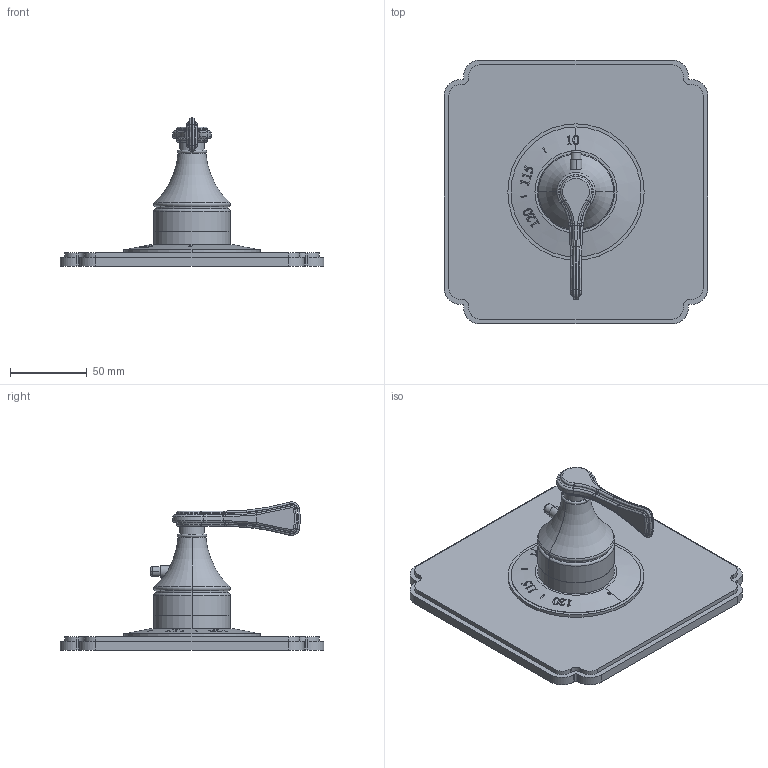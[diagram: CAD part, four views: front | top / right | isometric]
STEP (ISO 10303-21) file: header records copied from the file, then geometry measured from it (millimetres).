
FILE_DESCRIPTION((''),'2;1');
FILE_NAME('3-2534TS','2020-12-04T11:58:52',('jinson.thomas'),(''),'CREO PARAMETRIC BY PTC INC, 2018400','CREO PARAMETRIC BY PTC INC, 2018400','');
FILE_SCHEMA(('CONFIG_CONTROL_DESIGN'));
Length unit declared in the file: inch
Products named in the file (1): 3-2534TS
Bounding box: 171.45 x 171.45 x 96.42 mm (x, y, z)
Volume: 354404.2 mm3; surface area: 73595.9 mm2
Topology: 1 solids, 1 shells, 355 faces, 906 edges, 576 vertices
Faces by surface type: plane 101, extrusion 91, cylinder 59, bspline 57, torus 42, cone 5
Entity records: 14682 total; most frequent: CARTESIAN_POINT 6721, ORIENTED_EDGE 1812, DIRECTION 1337, EDGE_CURVE 906, VERTEX_POINT 576, AXIS2_PLACEMENT_3D 461, B_SPLINE_CURVE_WITH_KNOTS 419, VECTOR 415
